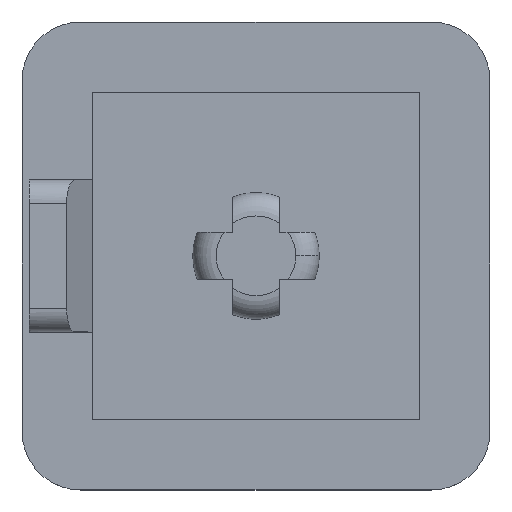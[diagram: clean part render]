
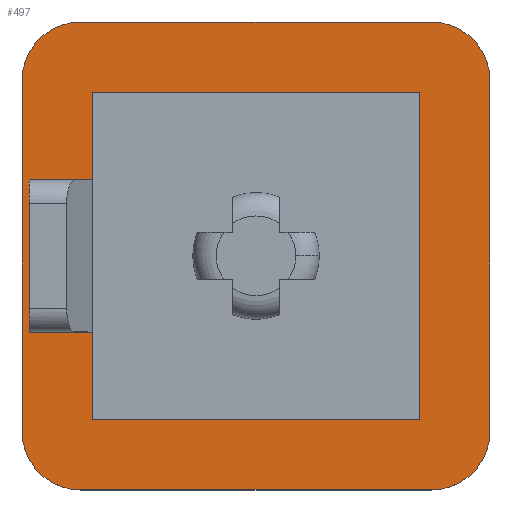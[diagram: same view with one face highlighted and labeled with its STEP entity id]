
A CAD part, top view. The second image highlights one B-rep face of the part: STEP entity #497.
In plain terms, the highlighted planar face has unit normal (0, 0, 1).
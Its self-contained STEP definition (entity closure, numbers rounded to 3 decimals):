
#26 = DIRECTION ( 'NONE',  ( -1., 0., 0. ) ) ;
#30 = CARTESIAN_POINT ( 'NONE',  ( -7., 7., 4. ) ) ;
#62 = AXIS2_PLACEMENT_3D ( 'NONE', #1382, #1295, #1290 ) ;
#98 = CARTESIAN_POINT ( 'NONE',  ( -10., -7.5, 4. ) ) ;
#128 = VERTEX_POINT ( 'NONE', #514 ) ;
#132 = VERTEX_POINT ( 'NONE', #942 ) ;
#140 = VERTEX_POINT ( 'NONE', #840 ) ;
#144 = AXIS2_PLACEMENT_3D ( 'NONE', #1606, #1598, #1514 ) ;
#154 = VERTEX_POINT ( 'NONE', #989 ) ;
#177 = VERTEX_POINT ( 'NONE', #1682 ) ;
#254 = DIRECTION ( 'NONE',  ( 0., 0., 1. ) ) ;
#318 = ORIENTED_EDGE ( 'NONE', *, *, #1288, .T. ) ;
#363 = VERTEX_POINT ( 'NONE', #1458 ) ;
#369 = CARTESIAN_POINT ( 'NONE',  ( -7.5, 10., 4. ) ) ;
#376 = EDGE_LOOP ( 'NONE', ( #1000, #1015, #695, #1422, #988, #844, #318, #503 ) ) ;
#383 = VERTEX_POINT ( 'NONE', #1255 ) ;
#386 = ORIENTED_EDGE ( 'NONE', *, *, #872, .F. ) ;
#406 = DIRECTION ( 'NONE',  ( 0., 0., 1. ) ) ;
#418 = CARTESIAN_POINT ( 'NONE',  ( 10., 7.5, 4. ) ) ;
#454 = ORIENTED_EDGE ( 'NONE', *, *, #772, .T. ) ;
#481 = ORIENTED_EDGE ( 'NONE', *, *, #1310, .F. ) ;
#487 = ORIENTED_EDGE ( 'NONE', *, *, #803, .T. ) ;
#497 = ADVANCED_FACE ( 'NONE', ( #1520, #1547 ), #1653, .T. ) ;
#503 = ORIENTED_EDGE ( 'NONE', *, *, #1360, .T. ) ;
#504 = EDGE_LOOP ( 'NONE', ( #481, #487, #661, #454, #971, #1184, #511, #386 ) ) ;
#511 = ORIENTED_EDGE ( 'NONE', *, *, #935, .F. ) ;
#514 = CARTESIAN_POINT ( 'NONE',  ( 7., 7., 4. ) ) ;
#548 = CARTESIAN_POINT ( 'NONE',  ( -9.7, -3.25, 4. ) ) ;
#549 = EDGE_CURVE ( 'NONE', #1303, #1137, #1436, .T. ) ;
#550 = DIRECTION ( 'NONE',  ( -1., 0., 0. ) ) ;
#568 = VECTOR ( 'NONE', #1510, 1000. ) ;
#574 = LINE ( 'NONE', #1275, #568 ) ;
#579 = EDGE_CURVE ( 'NONE', #1067, #1303, #1381, .T. ) ;
#582 = DIRECTION ( 'NONE',  ( 0., 1., 0. ) ) ;
#603 = CIRCLE ( 'NONE', #144, 2.5 ) ;
#618 = CIRCLE ( 'NONE', #62, 2.5 ) ;
#623 = CIRCLE ( 'NONE', #1539, 2.5 ) ;
#643 = EDGE_CURVE ( 'NONE', #892, #363, #1356, .T. ) ;
#661 = ORIENTED_EDGE ( 'NONE', *, *, #848, .T. ) ;
#669 = VECTOR ( 'NONE', #713, 1000. ) ;
#679 = EDGE_CURVE ( 'NONE', #128, #892, #1248, .T. ) ;
#690 = CARTESIAN_POINT ( 'NONE',  ( 7., 7., 4. ) ) ;
#695 = ORIENTED_EDGE ( 'NONE', *, *, #549, .T. ) ;
#699 = VECTOR ( 'NONE', #1114, 1000. ) ;
#713 = DIRECTION ( 'NONE',  ( 0., -1., 0. ) ) ;
#726 = LINE ( 'NONE', #1358, #669 ) ;
#734 = DIRECTION ( 'NONE',  ( 1., 0., 0. ) ) ;
#753 = CARTESIAN_POINT ( 'NONE',  ( -7., 7., 4. ) ) ;
#772 = EDGE_CURVE ( 'NONE', #1649, #363, #1210, .T. ) ;
#803 = EDGE_CURVE ( 'NONE', #177, #1318, #1159, .T. ) ;
#805 = CARTESIAN_POINT ( 'NONE',  ( -9.7, -10., 4. ) ) ;
#814 = DIRECTION ( 'NONE',  ( 1., 0., 0. ) ) ;
#816 = DIRECTION ( 'NONE',  ( 0., 1., 0. ) ) ;
#827 = VERTEX_POINT ( 'NONE', #965 ) ;
#829 = LINE ( 'NONE', #1121, #699 ) ;
#835 = CARTESIAN_POINT ( 'NONE',  ( -7., -7., 4. ) ) ;
#840 = CARTESIAN_POINT ( 'NONE',  ( 7.5, -10., 4. ) ) ;
#844 = ORIENTED_EDGE ( 'NONE', *, *, #1418, .T. ) ;
#848 = EDGE_CURVE ( 'NONE', #1318, #1649, #1050, .T. ) ;
#872 = EDGE_CURVE ( 'NONE', #383, #1246, #1030, .T. ) ;
#892 = VERTEX_POINT ( 'NONE', #753 ) ;
#900 = CARTESIAN_POINT ( 'NONE',  ( -10., 7.5, 4. ) ) ;
#905 = CARTESIAN_POINT ( 'NONE',  ( 7.5, 7.5, 4. ) ) ;
#935 = EDGE_CURVE ( 'NONE', #1246, #128, #980, .T. ) ;
#942 = CARTESIAN_POINT ( 'NONE',  ( -7.5, -10., 4. ) ) ;
#961 = VECTOR ( 'NONE', #550, 1000. ) ;
#964 = VECTOR ( 'NONE', #582, 1000. ) ;
#965 = CARTESIAN_POINT ( 'NONE',  ( 10., -7.5, 4. ) ) ;
#967 = CARTESIAN_POINT ( 'NONE',  ( -7., 7., 4. ) ) ;
#971 = ORIENTED_EDGE ( 'NONE', *, *, #643, .F. ) ;
#972 = CARTESIAN_POINT ( 'NONE',  ( 10., -3.25, 4. ) ) ;
#973 = EDGE_CURVE ( 'NONE', #154, #1067, #975, .T. ) ;
#975 = LINE ( 'NONE', #1085, #961 ) ;
#977 = DIRECTION ( 'NONE',  ( 0., -1., 0. ) ) ;
#980 = LINE ( 'NONE', #690, #964 ) ;
#982 = DIRECTION ( 'NONE',  ( -1., 0., 0. ) ) ;
#988 = ORIENTED_EDGE ( 'NONE', *, *, #1444, .T. ) ;
#989 = CARTESIAN_POINT ( 'NONE',  ( 7.5, 10., 4. ) ) ;
#1000 = ORIENTED_EDGE ( 'NONE', *, *, #973, .T. ) ;
#1003 = VECTOR ( 'NONE', #814, 1000. ) ;
#1015 = ORIENTED_EDGE ( 'NONE', *, *, #579, .T. ) ;
#1023 = VERTEX_POINT ( 'NONE', #418 ) ;
#1030 = LINE ( 'NONE', #835, #1003 ) ;
#1050 = LINE ( 'NONE', #805, #1111 ) ;
#1062 = CARTESIAN_POINT ( 'NONE',  ( 10., 3.25, 4. ) ) ;
#1067 = VERTEX_POINT ( 'NONE', #369 ) ;
#1068 = AXIS2_PLACEMENT_3D ( 'NONE', #1714, #254, #1701 ) ;
#1085 = CARTESIAN_POINT ( 'NONE',  ( -10., 10., 4. ) ) ;
#1111 = VECTOR ( 'NONE', #816, 1000. ) ;
#1112 = DIRECTION ( 'NONE',  ( 1., 0., 0. ) ) ;
#1114 = DIRECTION ( 'NONE',  ( 0., 1., 0. ) ) ;
#1121 = CARTESIAN_POINT ( 'NONE',  ( 10., 10., 4. ) ) ;
#1135 = VECTOR ( 'NONE', #982, 1000. ) ;
#1137 = VERTEX_POINT ( 'NONE', #98 ) ;
#1159 = LINE ( 'NONE', #972, #1135 ) ;
#1165 = VECTOR ( 'NONE', #1112, 1000. ) ;
#1184 = ORIENTED_EDGE ( 'NONE', *, *, #679, .F. ) ;
#1210 = LINE ( 'NONE', #1062, #1165 ) ;
#1241 = CARTESIAN_POINT ( 'NONE',  ( -9.7, 3.25, 4. ) ) ;
#1246 = VERTEX_POINT ( 'NONE', #1264 ) ;
#1248 = LINE ( 'NONE', #30, #1273 ) ;
#1255 = CARTESIAN_POINT ( 'NONE',  ( -7., -7., 4. ) ) ;
#1264 = CARTESIAN_POINT ( 'NONE',  ( 7., -7., 4. ) ) ;
#1273 = VECTOR ( 'NONE', #26, 1000. ) ;
#1275 = CARTESIAN_POINT ( 'NONE',  ( -10., -10., 4. ) ) ;
#1288 = EDGE_CURVE ( 'NONE', #827, #1023, #829, .T. ) ;
#1290 = DIRECTION ( 'NONE',  ( 1., 0., 0. ) ) ;
#1295 = DIRECTION ( 'NONE',  ( 0., 0., 1. ) ) ;
#1303 = VERTEX_POINT ( 'NONE', #900 ) ;
#1310 = EDGE_CURVE ( 'NONE', #177, #383, #726, .T. ) ;
#1315 = DIRECTION ( 'NONE',  ( 1., 0., 0. ) ) ;
#1318 = VERTEX_POINT ( 'NONE', #548 ) ;
#1340 = VECTOR ( 'NONE', #977, 1000. ) ;
#1345 = DIRECTION ( 'NONE',  ( 0., 0., 1. ) ) ;
#1346 = CARTESIAN_POINT ( 'NONE',  ( -7.5, 7.5, 4. ) ) ;
#1356 = LINE ( 'NONE', #967, #1340 ) ;
#1358 = CARTESIAN_POINT ( 'NONE',  ( -7., 7., 4. ) ) ;
#1360 = EDGE_CURVE ( 'NONE', #1023, #154, #623, .T. ) ;
#1381 = CIRCLE ( 'NONE', #1430, 2.5 ) ;
#1382 = CARTESIAN_POINT ( 'NONE',  ( 7.5, -7.5, 4. ) ) ;
#1400 = EDGE_CURVE ( 'NONE', #1137, #132, #603, .T. ) ;
#1418 = EDGE_CURVE ( 'NONE', #140, #827, #618, .T. ) ;
#1422 = ORIENTED_EDGE ( 'NONE', *, *, #1400, .T. ) ;
#1430 = AXIS2_PLACEMENT_3D ( 'NONE', #1346, #1345, #1315 ) ;
#1435 = DIRECTION ( 'NONE',  ( 0., -1., 0. ) ) ;
#1436 = LINE ( 'NONE', #1454, #1449 ) ;
#1444 = EDGE_CURVE ( 'NONE', #132, #140, #574, .T. ) ;
#1449 = VECTOR ( 'NONE', #1435, 1000. ) ;
#1454 = CARTESIAN_POINT ( 'NONE',  ( -10., 10., 4. ) ) ;
#1458 = CARTESIAN_POINT ( 'NONE',  ( -7., 3.25, 4. ) ) ;
#1510 = DIRECTION ( 'NONE',  ( 1., 0., 0. ) ) ;
#1514 = DIRECTION ( 'NONE',  ( 1., 0., 0. ) ) ;
#1520 = FACE_OUTER_BOUND ( 'NONE', #376, .T. ) ;
#1539 = AXIS2_PLACEMENT_3D ( 'NONE', #905, #406, #734 ) ;
#1547 = FACE_BOUND ( 'NONE', #504, .T. ) ;
#1598 = DIRECTION ( 'NONE',  ( 0., 0., 1. ) ) ;
#1606 = CARTESIAN_POINT ( 'NONE',  ( -7.5, -7.5, 4. ) ) ;
#1649 = VERTEX_POINT ( 'NONE', #1241 ) ;
#1653 = PLANE ( 'NONE',  #1068 ) ;
#1682 = CARTESIAN_POINT ( 'NONE',  ( -7., -3.25, 4. ) ) ;
#1701 = DIRECTION ( 'NONE',  ( 1., 0., 0. ) ) ;
#1714 = CARTESIAN_POINT ( 'NONE',  ( 10., -10., 4. ) ) ;
